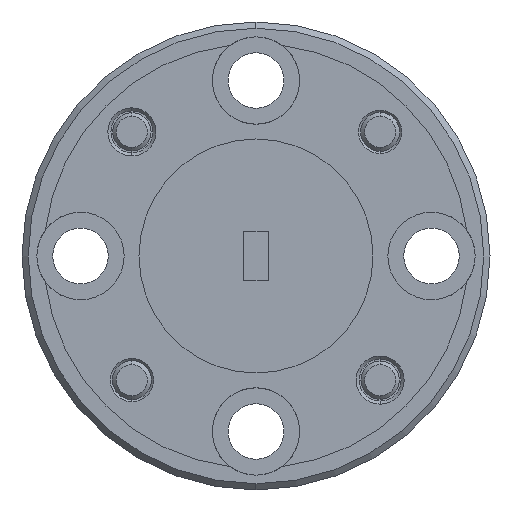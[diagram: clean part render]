
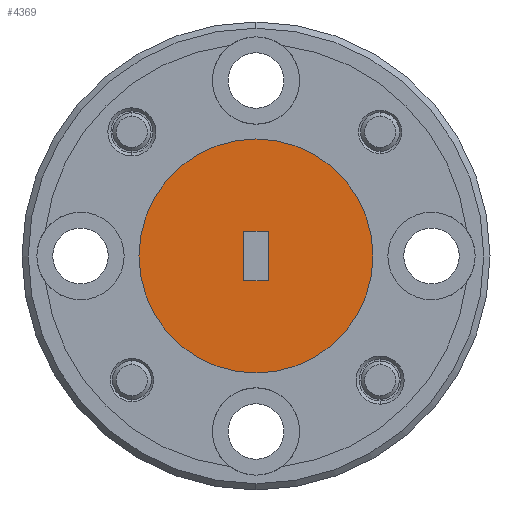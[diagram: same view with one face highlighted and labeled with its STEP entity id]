
A CAD part, left-side view. The second image highlights one B-rep face of the part: STEP entity #4369.
In plain terms, the highlighted planar face has unit normal (-1, 0, 0).
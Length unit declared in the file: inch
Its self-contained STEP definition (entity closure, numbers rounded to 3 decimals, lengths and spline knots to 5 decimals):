
#97 = AXIS2_PLACEMENT_3D ( 'NONE', #809, #2927, #539 ) ;
#131 = DIRECTION ( 'NONE',  ( 0., 1., 0. ) ) ;
#160 = ORIENTED_EDGE ( 'NONE', *, *, #2572, .F. ) ;
#170 = EDGE_CURVE ( 'NONE', #2795, #1824, #2882, .T. ) ;
#223 = PLANE ( 'NONE',  #97 ) ;
#336 = CARTESIAN_POINT ( 'NONE',  ( -2.66006, 0.40034, 0.89426 ) ) ;
#352 = CARTESIAN_POINT ( 'NONE',  ( -2.66006, 0.42034, 0.66676 ) ) ;
#539 = DIRECTION ( 'NONE',  ( 0., 0., -1. ) ) ;
#622 = ORIENTED_EDGE ( 'NONE', *, *, #3932, .T. ) ;
#631 = ORIENTED_EDGE ( 'NONE', *, *, #2364, .F. ) ;
#664 = CARTESIAN_POINT ( 'NONE',  ( -2.66006, 0.44034, 0.81426 ) ) ;
#809 = CARTESIAN_POINT ( 'NONE',  ( -2.66006, 0.42034, 0.85426 ) ) ;
#881 = DIRECTION ( 'NONE',  ( 0., -1., 0. ) ) ;
#1068 = EDGE_CURVE ( 'NONE', #1465, #3521, #2196, .T. ) ;
#1182 = VECTOR ( 'NONE', #4151, 39.37008 ) ;
#1465 = VERTEX_POINT ( 'NONE', #2545 ) ;
#1496 = ORIENTED_EDGE ( 'NONE', *, *, #3219, .T. ) ;
#1520 = AXIS2_PLACEMENT_3D ( 'NONE', #3318, #2323, #4090 ) ;
#1558 = FACE_BOUND ( 'NONE', #2403, .T. ) ;
#1676 = DIRECTION ( 'NONE',  ( -1., 0., 0. ) ) ;
#1787 = VERTEX_POINT ( 'NONE', #2247 ) ;
#1824 = VERTEX_POINT ( 'NONE', #2587 ) ;
#1971 = ORIENTED_EDGE ( 'NONE', *, *, #170, .F. ) ;
#2034 = EDGE_LOOP ( 'NONE', ( #622, #1496 ) ) ;
#2059 = VECTOR ( 'NONE', #131, 39.37008 ) ;
#2196 = LINE ( 'NONE', #3321, #2621 ) ;
#2247 = CARTESIAN_POINT ( 'NONE',  ( -2.66006, 0.42034, 1.04176 ) ) ;
#2255 = CARTESIAN_POINT ( 'NONE',  ( -2.66006, 0.40034, 0.81426 ) ) ;
#2320 = LINE ( 'NONE', #2255, #2483 ) ;
#2323 = DIRECTION ( 'NONE',  ( -1., 0., 0. ) ) ;
#2364 = EDGE_CURVE ( 'NONE', #1824, #1465, #2668, .T. ) ;
#2403 = EDGE_LOOP ( 'NONE', ( #631, #1971, #160, #2454 ) ) ;
#2454 = ORIENTED_EDGE ( 'NONE', *, *, #1068, .F. ) ;
#2483 = VECTOR ( 'NONE', #4328, 39.37008 ) ;
#2545 = CARTESIAN_POINT ( 'NONE',  ( -2.66006, 0.44034, 0.81426 ) ) ;
#2572 = EDGE_CURVE ( 'NONE', #3521, #2795, #2320, .T. ) ;
#2587 = CARTESIAN_POINT ( 'NONE',  ( -2.66006, 0.44034, 0.89426 ) ) ;
#2621 = VECTOR ( 'NONE', #881, 39.37008 ) ;
#2668 = LINE ( 'NONE', #664, #1182 ) ;
#2669 = CARTESIAN_POINT ( 'NONE',  ( -2.66006, 0.40034, 0.81426 ) ) ;
#2795 = VERTEX_POINT ( 'NONE', #336 ) ;
#2855 = AXIS2_PLACEMENT_3D ( 'NONE', #3388, #1676, #3050 ) ;
#2882 = LINE ( 'NONE', #3565, #2059 ) ;
#2927 = DIRECTION ( 'NONE',  ( 1., 0., 0. ) ) ;
#3050 = DIRECTION ( 'NONE',  ( 0., 0., 1. ) ) ;
#3219 = EDGE_CURVE ( 'NONE', #3237, #1787, #3726, .T. ) ;
#3237 = VERTEX_POINT ( 'NONE', #352 ) ;
#3318 = CARTESIAN_POINT ( 'NONE',  ( -2.66006, 0.42034, 0.85426 ) ) ;
#3321 = CARTESIAN_POINT ( 'NONE',  ( -2.66006, 0.44034, 0.81426 ) ) ;
#3388 = CARTESIAN_POINT ( 'NONE',  ( -2.66006, 0.42034, 0.85426 ) ) ;
#3521 = VERTEX_POINT ( 'NONE', #2669 ) ;
#3565 = CARTESIAN_POINT ( 'NONE',  ( -2.66006, 0.44034, 0.89426 ) ) ;
#3726 = CIRCLE ( 'NONE', #2855, 0.1875 ) ;
#3749 = CIRCLE ( 'NONE', #1520, 0.1875 ) ;
#3932 = EDGE_CURVE ( 'NONE', #1787, #3237, #3749, .T. ) ;
#3938 = FACE_OUTER_BOUND ( 'NONE', #2034, .T. ) ;
#4090 = DIRECTION ( 'NONE',  ( 0., 0., 1. ) ) ;
#4151 = DIRECTION ( 'NONE',  ( 0., 0., -1. ) ) ;
#4328 = DIRECTION ( 'NONE',  ( 0., 0., 1. ) ) ;
#4369 = ADVANCED_FACE ( 'NONE', ( #3938, #1558 ), #223, .F. ) ;
